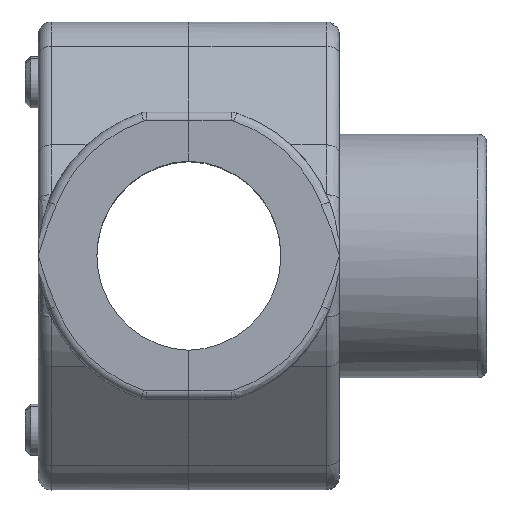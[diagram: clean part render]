
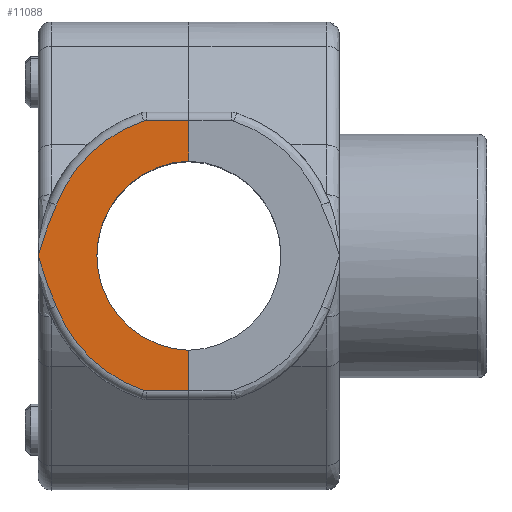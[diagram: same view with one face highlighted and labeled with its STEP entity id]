
A CAD part, top view. The second image highlights one B-rep face of the part: STEP entity #11088.
In plain terms, the highlighted planar face has unit normal (0, 0, 1).
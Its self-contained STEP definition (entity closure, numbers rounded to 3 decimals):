
#29 = CARTESIAN_POINT ( 'NONE',  ( -3.47, 16.386, 20. ) ) ;
#269 = CIRCLE ( 'NONE', #11854, 16.5 ) ;
#270 = VERTEX_POINT ( 'NONE', #14306 ) ;
#326 = CARTESIAN_POINT ( 'NONE',  ( 5.888, 15.414, 20. ) ) ;
#439 = CARTESIAN_POINT ( 'NONE',  ( 5.401, 15.6, 20. ) ) ;
#446 = EDGE_CURVE ( 'NONE', #14341, #10233, #9929, .T. ) ;
#666 = CARTESIAN_POINT ( 'NONE',  ( 0., 0., 20. ) ) ;
#851 = CARTESIAN_POINT ( 'NONE',  ( 12.5, 0., 20. ) ) ;
#963 = DIRECTION ( 'NONE',  ( 0., -1., 0. ) ) ;
#1789 = CARTESIAN_POINT ( 'NONE',  ( 0., 0., 20. ) ) ;
#1806 = DIRECTION ( 'NONE',  ( 0., 0., 1. ) ) ;
#1878 = CARTESIAN_POINT ( 'NONE',  ( 5.888, 15.414, 20. ) ) ;
#2069 = CARTESIAN_POINT ( 'NONE',  ( 12.5, 0., 20. ) ) ;
#2083 = DIRECTION ( 'NONE',  ( 1., 0., 0. ) ) ;
#2138 = VECTOR ( 'NONE', #10871, 1000. ) ;
#2148 = ORIENTED_EDGE ( 'NONE', *, *, #5749, .T. ) ;
#2191 = EDGE_CURVE ( 'NONE', #5140, #3720, #5475, .T. ) ;
#2243 = VECTOR ( 'NONE', #963, 1000. ) ;
#2261 = VERTEX_POINT ( 'NONE', #7497 ) ;
#2375 = VERTEX_POINT ( 'NONE', #8013 ) ;
#2388 = ORIENTED_EDGE ( 'NONE', *, *, #2191, .T. ) ;
#2390 = CIRCLE ( 'NONE', #10515, 11. ) ;
#2795 = CARTESIAN_POINT ( 'NONE',  ( 0., -0.3, 20. ) ) ;
#2831 = DIRECTION ( 'NONE',  ( 1., 0., 0. ) ) ;
#2842 = CIRCLE ( 'NONE', #4239, 1. ) ;
#3014 = EDGE_CURVE ( 'NONE', #270, #13219, #269, .T. ) ;
#3081 = CARTESIAN_POINT ( 'NONE',  ( -1.016, 17.266, 20. ) ) ;
#3240 = AXIS2_PLACEMENT_3D ( 'NONE', #11833, #1806, #2083 ) ;
#3345 = ORIENTED_EDGE ( 'NONE', *, *, #8946, .T. ) ;
#3521 = ORIENTED_EDGE ( 'NONE', *, *, #6390, .T. ) ;
#3720 = VERTEX_POINT ( 'NONE', #3724 ) ;
#3724 = CARTESIAN_POINT ( 'NONE',  ( -15.699, 0., 20. ) ) ;
#3787 = CARTESIAN_POINT ( 'NONE',  ( 0., 0., 20. ) ) ;
#3859 = DIRECTION ( 'NONE',  ( 0., 0., 1. ) ) ;
#4141 = CARTESIAN_POINT ( 'NONE',  ( 0., 17.5, 20. ) ) ;
#4239 = AXIS2_PLACEMENT_3D ( 'NONE', #10917, #14184, #8743 ) ;
#4430 = CARTESIAN_POINT ( 'NONE',  ( 2.008, 16.94, 20. ) ) ;
#4600 = ORIENTED_EDGE ( 'NONE', *, *, #8769, .T. ) ;
#4646 = B_SPLINE_CURVE_WITH_KNOTS ( 'NONE', 3,
 ( #1878, #439, #14081, #12992, #7758, #4430, #13064, #4141 ),
 .UNSPECIFIED., .F., .F.,
 ( 4, 2, 2, 4 ),
 ( 0., 0.002, 0.003, 0.006 ),
 .UNSPECIFIED. ) ;
#4830 = FACE_OUTER_BOUND ( 'NONE', #13416, .T. ) ;
#4975 = CARTESIAN_POINT ( 'NONE',  ( -5.888, 15.414, 20. ) ) ;
#5109 = PLANE ( 'NONE',  #14357 ) ;
#5140 = VERTEX_POINT ( 'NONE', #11539 ) ;
#5270 = ORIENTED_EDGE ( 'NONE', *, *, #7357, .T. ) ;
#5352 = DIRECTION ( 'NONE',  ( 0., 0., 1. ) ) ;
#5475 = LINE ( 'NONE', #8815, #2243 ) ;
#5669 = VECTOR ( 'NONE', #12184, 1000. ) ;
#5698 = VERTEX_POINT ( 'NONE', #8608 ) ;
#5709 = ORIENTED_EDGE ( 'NONE', *, *, #7263, .T. ) ;
#5749 = EDGE_CURVE ( 'NONE', #5698, #11243, #13519, .T. ) ;
#6284 = DIRECTION ( 'NONE',  ( -1., 0., 0. ) ) ;
#6390 = EDGE_CURVE ( 'NONE', #8666, #14341, #2390, .T. ) ;
#6997 = DIRECTION ( 'NONE',  ( 0., 0., 1. ) ) ;
#7199 = ORIENTED_EDGE ( 'NONE', *, *, #12239, .T. ) ;
#7263 = EDGE_CURVE ( 'NONE', #11243, #2261, #9300, .T. ) ;
#7357 = EDGE_CURVE ( 'NONE', #13219, #5698, #4646, .T. ) ;
#7497 = CARTESIAN_POINT ( 'NONE',  ( -15.647, 5.237, 20. ) ) ;
#7505 = CARTESIAN_POINT ( 'NONE',  ( -2.009, 16.94, 20. ) ) ;
#7689 = ORIENTED_EDGE ( 'NONE', *, *, #3014, .T. ) ;
#7724 = CARTESIAN_POINT ( 'NONE',  ( -3.954, 16.191, 20. ) ) ;
#7758 = CARTESIAN_POINT ( 'NONE',  ( 3.47, 16.386, 20. ) ) ;
#7880 = ORIENTED_EDGE ( 'NONE', *, *, #14021, .T. ) ;
#8013 = CARTESIAN_POINT ( 'NONE',  ( 15.699, 4.919, 20. ) ) ;
#8156 = LINE ( 'NONE', #9247, #13447 ) ;
#8608 = CARTESIAN_POINT ( 'NONE',  ( 0., 17.5, 20. ) ) ;
#8666 = VERTEX_POINT ( 'NONE', #10421 ) ;
#8743 = DIRECTION ( 'NONE',  ( 1., 0., 0. ) ) ;
#8769 = EDGE_CURVE ( 'NONE', #2375, #270, #2842, .T. ) ;
#8815 = CARTESIAN_POINT ( 'NONE',  ( -15.699, 0., 20. ) ) ;
#8821 = CARTESIAN_POINT ( 'NONE',  ( -4.919, 15.798, 20. ) ) ;
#8946 = EDGE_CURVE ( 'NONE', #3720, #8666, #11641, .T. ) ;
#9247 = CARTESIAN_POINT ( 'NONE',  ( 15.699, 0., 20. ) ) ;
#9272 = CARTESIAN_POINT ( 'NONE',  ( 15.699, 0., 20. ) ) ;
#9300 = CIRCLE ( 'NONE', #12996, 16.5 ) ;
#9509 = CIRCLE ( 'NONE', #3240, 1. ) ;
#9929 = LINE ( 'NONE', #2069, #5669 ) ;
#10233 = VERTEX_POINT ( 'NONE', #9272 ) ;
#10421 = CARTESIAN_POINT ( 'NONE',  ( -10.996, 0., 20. ) ) ;
#10515 = AXIS2_PLACEMENT_3D ( 'NONE', #2795, #14116, #6284 ) ;
#10544 = DIRECTION ( 'NONE',  ( 0., 1., 0. ) ) ;
#10619 = DIRECTION ( 'NONE',  ( 1., 0., 0. ) ) ;
#10680 = ORIENTED_EDGE ( 'NONE', *, *, #446, .T. ) ;
#10844 = CARTESIAN_POINT ( 'NONE',  ( -5.401, 15.6, 20. ) ) ;
#10871 = DIRECTION ( 'NONE',  ( 1., 0., 0. ) ) ;
#10917 = CARTESIAN_POINT ( 'NONE',  ( 14.699, 4.919, 20. ) ) ;
#11088 = ADVANCED_FACE ( 'NONE', ( #4830 ), #5109, .T. ) ;
#11243 = VERTEX_POINT ( 'NONE', #4975 ) ;
#11539 = CARTESIAN_POINT ( 'NONE',  ( -15.699, 4.919, 20. ) ) ;
#11641 = LINE ( 'NONE', #851, #2138 ) ;
#11833 = CARTESIAN_POINT ( 'NONE',  ( -14.699, 4.919, 20. ) ) ;
#11854 = AXIS2_PLACEMENT_3D ( 'NONE', #1789, #5352, #14199 ) ;
#12184 = DIRECTION ( 'NONE',  ( 1., 0., 0. ) ) ;
#12239 = EDGE_CURVE ( 'NONE', #2261, #5140, #9509, .T. ) ;
#12992 = CARTESIAN_POINT ( 'NONE',  ( 3.954, 16.191, 20. ) ) ;
#12996 = AXIS2_PLACEMENT_3D ( 'NONE', #3787, #3859, #2831 ) ;
#13064 = CARTESIAN_POINT ( 'NONE',  ( 1.016, 17.266, 20. ) ) ;
#13219 = VERTEX_POINT ( 'NONE', #326 ) ;
#13245 = CARTESIAN_POINT ( 'NONE',  ( -5.888, 15.414, 20. ) ) ;
#13416 = EDGE_LOOP ( 'NONE', ( #7199, #2388, #3345, #3521, #10680, #7880, #4600, #7689, #5270, #2148, #5709 ) ) ;
#13447 = VECTOR ( 'NONE', #10544, 1000. ) ;
#13519 = B_SPLINE_CURVE_WITH_KNOTS ( 'NONE', 3,
 ( #14255, #3081, #7505, #29, #7724, #8821, #10844, #13245 ),
 .UNSPECIFIED., .F., .F.,
 ( 4, 2, 2, 4 ),
 ( 0., 0.003, 0.005, 0.006 ),
 .UNSPECIFIED. ) ;
#13795 = CARTESIAN_POINT ( 'NONE',  ( 10.996, 0., 20. ) ) ;
#14021 = EDGE_CURVE ( 'NONE', #10233, #2375, #8156, .T. ) ;
#14081 = CARTESIAN_POINT ( 'NONE',  ( 4.919, 15.798, 20. ) ) ;
#14116 = DIRECTION ( 'NONE',  ( 0., 0., -1. ) ) ;
#14184 = DIRECTION ( 'NONE',  ( 0., 0., 1. ) ) ;
#14199 = DIRECTION ( 'NONE',  ( 1., 0., 0. ) ) ;
#14255 = CARTESIAN_POINT ( 'NONE',  ( 0., 17.5, 20. ) ) ;
#14306 = CARTESIAN_POINT ( 'NONE',  ( 15.647, 5.237, 20. ) ) ;
#14341 = VERTEX_POINT ( 'NONE', #13795 ) ;
#14357 = AXIS2_PLACEMENT_3D ( 'NONE', #666, #6997, #10619 ) ;
